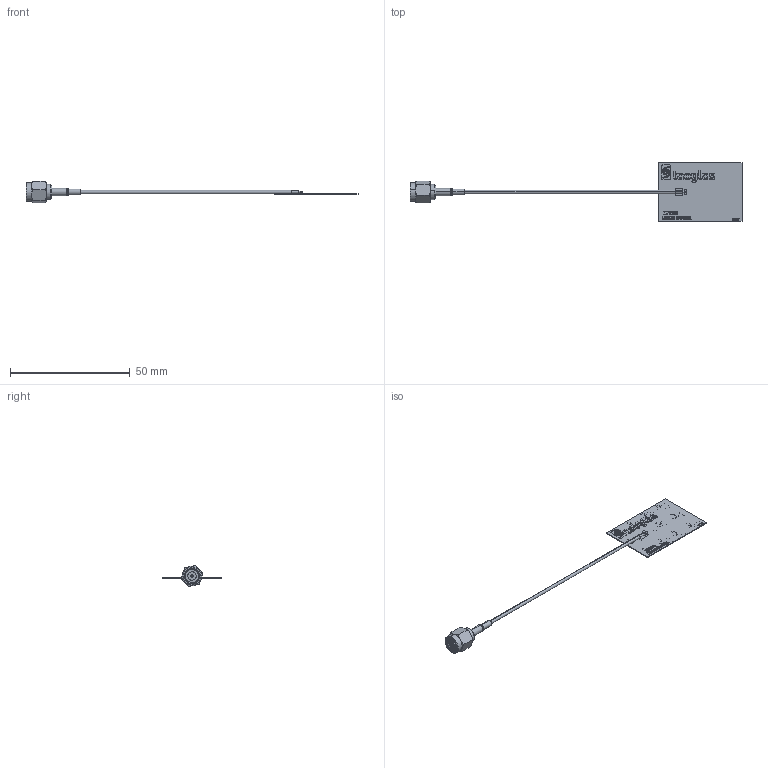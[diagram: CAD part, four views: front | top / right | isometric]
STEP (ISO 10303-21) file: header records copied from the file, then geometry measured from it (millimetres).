
FILE_DESCRIPTION (( 'STEP AP214' ), '1' );
FILE_NAME ('FXUWB20.01.0100C_web.STEP', '2022-03-15T16:56:35', ( '' ), ( '' ), 'SwSTEP 2.0', 'SolidWorks 2018', '' );
FILE_SCHEMA (( 'AUTOMOTIVE_DESIGN' ));
Length unit declared in the file: millimetre
Products named in the file (1): FXUWB20.01.0100C_web
Bounding box: 138.35 x 24.5 x 8.82 mm (x, y, z)
Surface area: 2744 mm2 (no closed solid volume)
Topology: 0 solids, 106 shells, 196 faces, 2005 edges, 1920 vertices
Faces by surface type: plane 141, cylinder 30, bspline 9, torus 8, cone 8
Entity records: 30130 total; most frequent: CARTESIAN_POINT 16310, ORIENTED_EDGE 2171, EDGE_CURVE 2005, VERTEX_POINT 1920, DIRECTION 1452, LINE 916, VECTOR 916, B_SPLINE_CURVE_WITH_KNOTS 780
